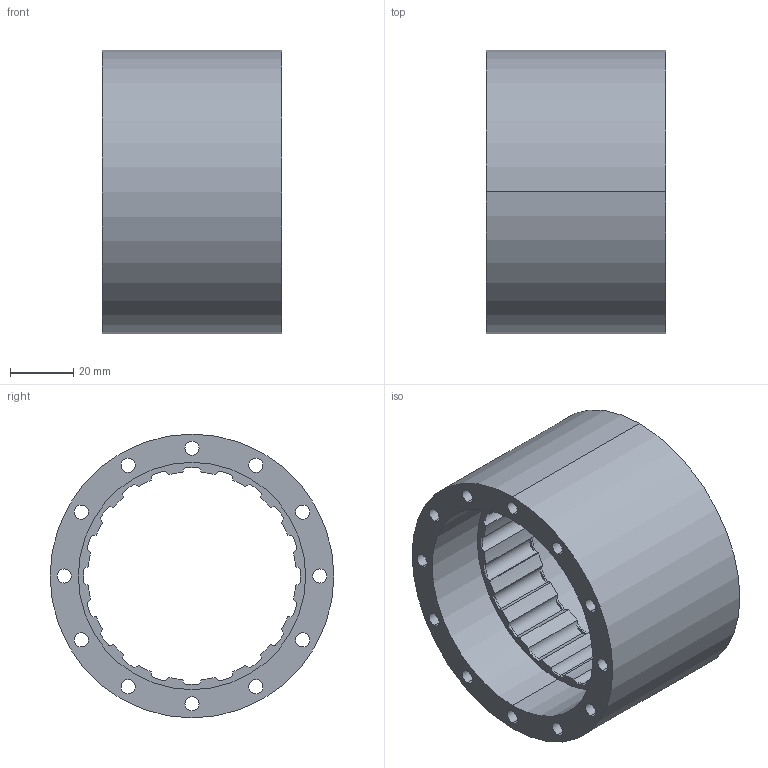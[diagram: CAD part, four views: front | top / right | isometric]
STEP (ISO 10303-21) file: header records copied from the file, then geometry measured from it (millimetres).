
FILE_DESCRIPTION (( 'STEP AP214' ), '1' );
FILE_NAME ('J6_cycloidalDrive_bearingHousing.STEP', '2025-11-09T14:17:14', ( '' ), ( '' ), 'SwSTEP 2.0', 'SolidWorks 2025', '' );
FILE_SCHEMA (( 'AUTOMOTIVE_DESIGN' ));
Length unit declared in the file: millimetre
Products named in the file (1): J6_cycloidalDrive_bearingHousing
Bounding box: 57 x 90 x 90 mm (x, y, z)
Volume: 119921 mm3; surface area: 48009 mm2
Topology: 1 solids, 1 shells, 237 faces, 627 edges, 418 vertices
Faces by surface type: cylinder 169, plane 68
Entity records: 7674 total; most frequent: DIRECTION 1521, CARTESIAN_POINT 1283, ORIENTED_EDGE 1254, AXIS2_PLACEMENT_3D 656, EDGE_CURVE 627, CIRCLE 418, VERTEX_POINT 418, EDGE_LOOP 289
